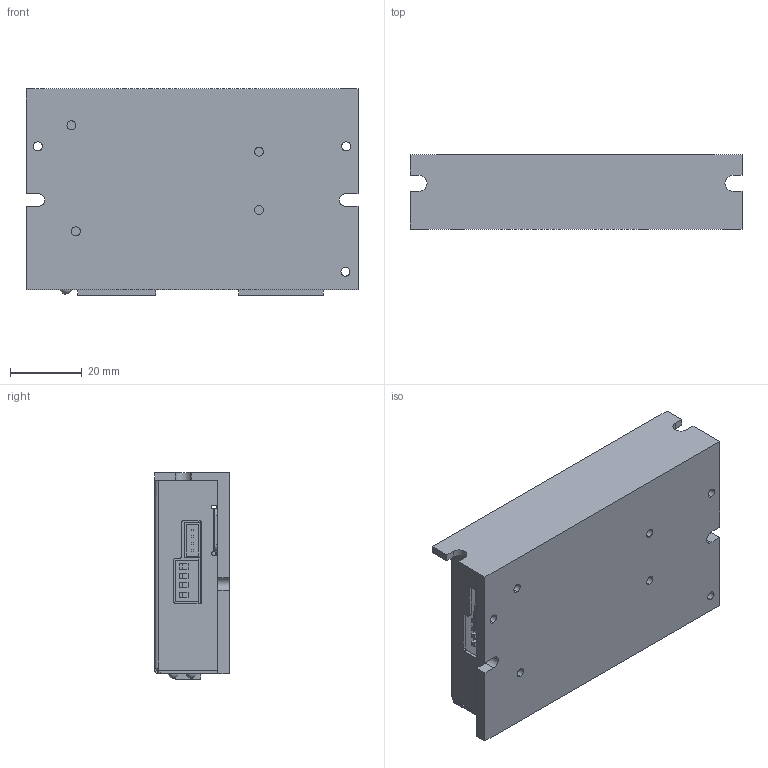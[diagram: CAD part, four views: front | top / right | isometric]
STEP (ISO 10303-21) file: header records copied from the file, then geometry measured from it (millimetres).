
FILE_DESCRIPTION (( 'STEP AP214' ), '1' );
FILE_NAME ('MSD48220.STEP', '2023-08-30T08:42:27', ( '' ), ( '' ), 'SwSTEP 2.0', 'SolidWorks 2020', '' );
FILE_SCHEMA (( 'AUTOMOTIVE_DESIGN' ));
Length unit declared in the file: millimetre
Products named in the file (1): MSD48220
Bounding box: 92.6 x 20.8 x 57.5 mm (x, y, z)
Volume: 36394.5 mm3; surface area: 47446.2 mm2
Topology: 19 solids, 19 shells, 1045 faces, 2633 edges, 1732 vertices
Faces by surface type: plane 948, cylinder 92, cone 3, sphere 2
Entity records: 42718 total; most frequent: CARTESIAN_POINT 5689, ORIENTED_EDGE 5258, DIRECTION 4881, EDGE_CURVE 2629, LINE 2437, VECTOR 2437, VERTEX_POINT 1730, AXIS2_PLACEMENT_3D 1222
